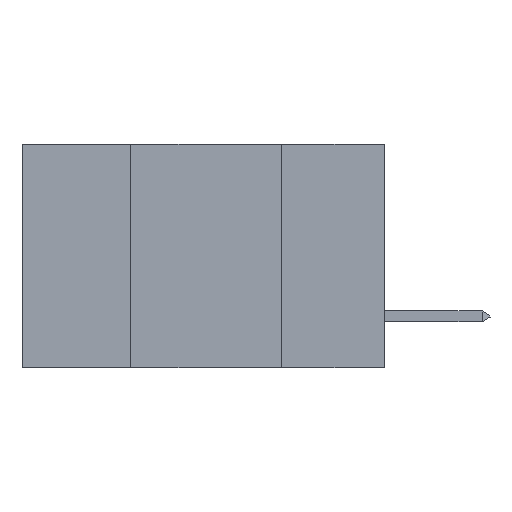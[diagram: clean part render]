
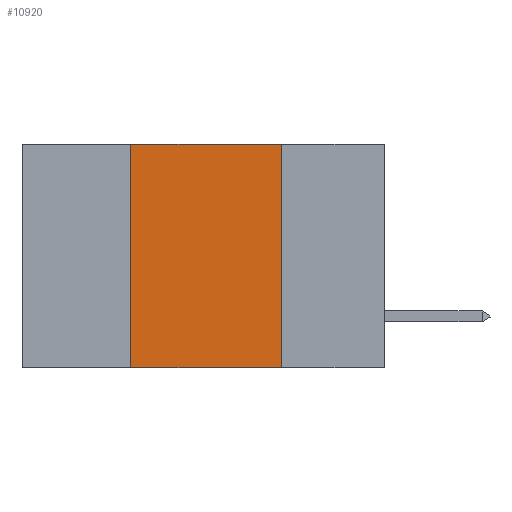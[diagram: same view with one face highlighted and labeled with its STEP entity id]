
A CAD part, left-side view. The second image highlights one B-rep face of the part: STEP entity #10920.
In plain terms, the highlighted planar face has unit normal (-1, 0, 0).
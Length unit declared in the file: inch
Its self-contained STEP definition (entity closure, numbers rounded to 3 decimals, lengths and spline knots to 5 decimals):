
#1482 = LINE ( 'NONE', #21052, #32529 ) ;
#1574 = DIRECTION ( 'NONE',  ( 0., 0., -1. ) ) ;
#1927 = DIRECTION ( 'NONE',  ( 0., -1., 0. ) ) ;
#1948 = DIRECTION ( 'NONE',  ( 1., 0., 0. ) ) ;
#1977 = EDGE_CURVE ( 'NONE', #23797, #24752, #22364, .T. ) ;
#2908 = LINE ( 'NONE', #18460, #26090 ) ;
#2965 = CARTESIAN_POINT ( 'NONE',  ( 0., 0.42, -0.37 ) ) ;
#6844 = ORIENTED_EDGE ( 'NONE', *, *, #1977, .F. ) ;
#9167 = CARTESIAN_POINT ( 'NONE',  ( 0., 0.42, 0. ) ) ;
#9654 = DIRECTION ( 'NONE',  ( 0., 0., 1. ) ) ;
#10411 = EDGE_LOOP ( 'NONE', ( #34183, #14448, #6844, #20970 ) ) ;
#10453 = EDGE_CURVE ( 'NONE', #24752, #22063, #1482, .T. ) ;
#10920 = ADVANCED_FACE ( 'NONE', ( #13705 ), #24023, .F. ) ;
#12940 = CARTESIAN_POINT ( 'NONE',  ( 0., 0.6, 0. ) ) ;
#13705 = FACE_OUTER_BOUND ( 'NONE', #10411, .T. ) ;
#14448 = ORIENTED_EDGE ( 'NONE', *, *, #10453, .F. ) ;
#14622 = CARTESIAN_POINT ( 'NONE',  ( 0., 0.42, 0. ) ) ;
#16064 = CARTESIAN_POINT ( 'NONE',  ( 0., 0.17, -0.37 ) ) ;
#18287 = CARTESIAN_POINT ( 'NONE',  ( 0., 0.17, 0. ) ) ;
#18460 = CARTESIAN_POINT ( 'NONE',  ( 0., 0.17, 0. ) ) ;
#18601 = DIRECTION ( 'NONE',  ( 0., 0., -1. ) ) ;
#20970 = ORIENTED_EDGE ( 'NONE', *, *, #31249, .T. ) ;
#21052 = CARTESIAN_POINT ( 'NONE',  ( 0., 0.6, 0. ) ) ;
#21716 = EDGE_CURVE ( 'NONE', #22063, #33169, #2908, .T. ) ;
#22063 = VERTEX_POINT ( 'NONE', #18287 ) ;
#22364 = LINE ( 'NONE', #9167, #35835 ) ;
#23797 = VERTEX_POINT ( 'NONE', #2965 ) ;
#24023 = PLANE ( 'NONE',  #25357 ) ;
#24127 = CARTESIAN_POINT ( 'NONE',  ( 0., 0.6, -0.37 ) ) ;
#24752 = VERTEX_POINT ( 'NONE', #14622 ) ;
#25357 = AXIS2_PLACEMENT_3D ( 'NONE', #12940, #1948, #1574 ) ;
#26090 = VECTOR ( 'NONE', #18601, 39.37008 ) ;
#26384 = DIRECTION ( 'NONE',  ( 0., -1., 0. ) ) ;
#31249 = EDGE_CURVE ( 'NONE', #23797, #33169, #34939, .T. ) ;
#32529 = VECTOR ( 'NONE', #26384, 39.37008 ) ;
#33169 = VERTEX_POINT ( 'NONE', #16064 ) ;
#33210 = VECTOR ( 'NONE', #1927, 39.37008 ) ;
#34183 = ORIENTED_EDGE ( 'NONE', *, *, #21716, .F. ) ;
#34939 = LINE ( 'NONE', #24127, #33210 ) ;
#35835 = VECTOR ( 'NONE', #9654, 39.37008 ) ;
